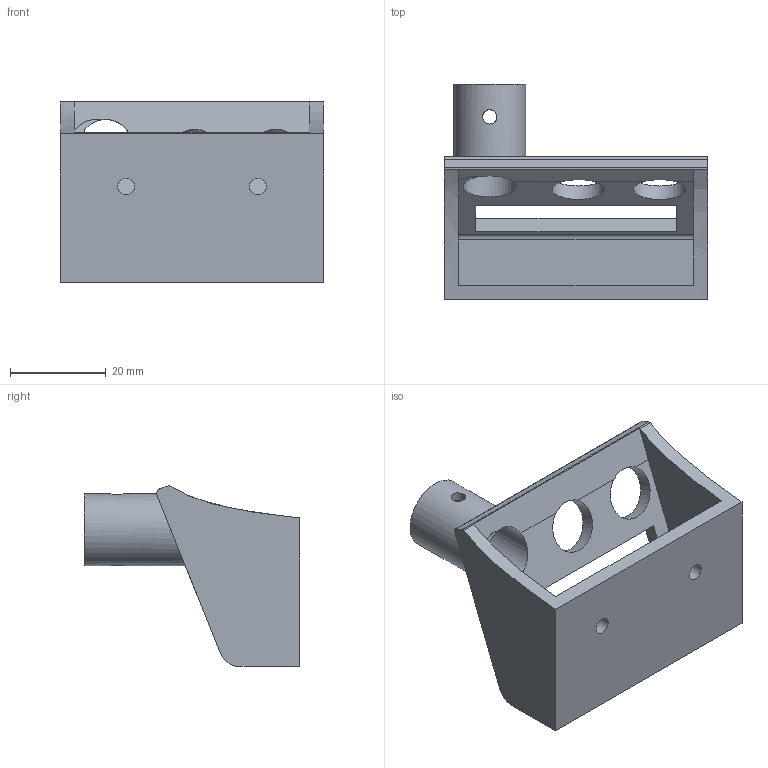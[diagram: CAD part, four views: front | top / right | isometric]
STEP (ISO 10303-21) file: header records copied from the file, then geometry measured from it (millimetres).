
FILE_DESCRIPTION(/* description */ (''),/* implementation_level */ '2;1');
FILE_NAME(/* name */ 'Wirebox v10.step',/* time_stamp */ '2020-10-20T11:47:48+02:00',/* author */ (''),/* organization */ (''),/* preprocessor_version */ 'ST-DEVELOPER v18.1',/* originating_system */ 'Autodesk Translation Framework v9.3.0.1241',/* authorisation */ '');
FILE_SCHEMA (('AUTOMOTIVE_DESIGN { 1 0 10303 214 3 1 1 }'));
Length unit declared in the file: millimetre
Products named in the file (1): Wirebox
Bounding box: 55 x 45 x 37.73 mm (x, y, z)
Volume: 15038.2 mm3; surface area: 11751.8 mm2
Topology: 1 solids, 1 shells, 34 faces, 104 edges, 69 vertices
Faces by surface type: plane 20, cylinder 13, bspline 1
Full cylindrical faces by diameter (mm): 3 x2, 3.5 x2, 11 x3, 15 x1
Entity records: 1539 total; most frequent: CARTESIAN_POINT 541, ORIENTED_EDGE 208, DIRECTION 194, EDGE_CURVE 104, VERTEX_POINT 69, AXIS2_PLACEMENT_3D 67, LINE 60, VECTOR 60
